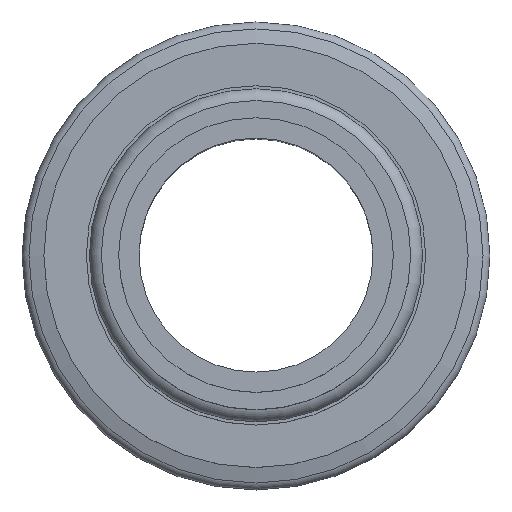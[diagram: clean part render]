
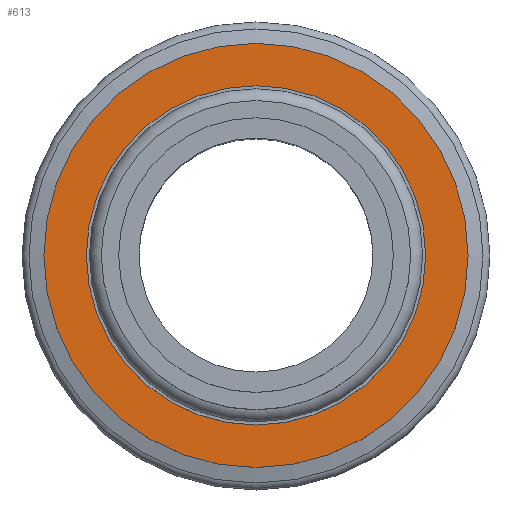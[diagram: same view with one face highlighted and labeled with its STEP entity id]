
A CAD part, top view. The second image highlights one B-rep face of the part: STEP entity #613.
In plain terms, the highlighted planar face has unit normal (0, 0, 1).
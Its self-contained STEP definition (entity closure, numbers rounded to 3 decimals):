
#1 = DIRECTION ( 'NONE',  ( 1., 0., 0. ) ) ;
#31 = CARTESIAN_POINT ( 'NONE',  ( 14.5, 0., 29. ) ) ;
#62 = EDGE_LOOP ( 'NONE', ( #115 ) ) ;
#110 = DIRECTION ( 'NONE',  ( 0., 0., 1. ) ) ;
#115 = ORIENTED_EDGE ( 'NONE', *, *, #481, .T. ) ;
#130 = AXIS2_PLACEMENT_3D ( 'NONE', #336, #561, #1 ) ;
#135 = EDGE_LOOP ( 'NONE', ( #484 ) ) ;
#157 = PLANE ( 'NONE',  #591 ) ;
#195 = FACE_BOUND ( 'NONE', #62, .T. ) ;
#291 = CARTESIAN_POINT ( 'NONE',  ( -14.5, 0., 29. ) ) ;
#323 = DIRECTION ( 'NONE',  ( -1., 0., 0. ) ) ;
#327 = DIRECTION ( 'NONE',  ( 0., 0., -1. ) ) ;
#336 = CARTESIAN_POINT ( 'NONE',  ( 0., 0., 29. ) ) ;
#355 = CIRCLE ( 'NONE', #531, 14.5 ) ;
#467 = DIRECTION ( 'NONE',  ( 1., 0., 0. ) ) ;
#481 = EDGE_CURVE ( 'NONE', #651, #651, #355, .T. ) ;
#483 = FACE_OUTER_BOUND ( 'NONE', #135, .T. ) ;
#484 = ORIENTED_EDGE ( 'NONE', *, *, #575, .F. ) ;
#487 = VERTEX_POINT ( 'NONE', #676 ) ;
#531 = AXIS2_PLACEMENT_3D ( 'NONE', #547, #327, #323 ) ;
#547 = CARTESIAN_POINT ( 'NONE',  ( 0., 0., 29. ) ) ;
#561 = DIRECTION ( 'NONE',  ( 0., 0., -1. ) ) ;
#575 = EDGE_CURVE ( 'NONE', #487, #487, #633, .T. ) ;
#591 = AXIS2_PLACEMENT_3D ( 'NONE', #31, #110, #467 ) ;
#613 = ADVANCED_FACE ( 'NONE', ( #483, #195 ), #157, .T. ) ;
#633 = CIRCLE ( 'NONE', #130, 18.13 ) ;
#651 = VERTEX_POINT ( 'NONE', #291 ) ;
#676 = CARTESIAN_POINT ( 'NONE',  ( 18.13, 0., 29. ) ) ;
